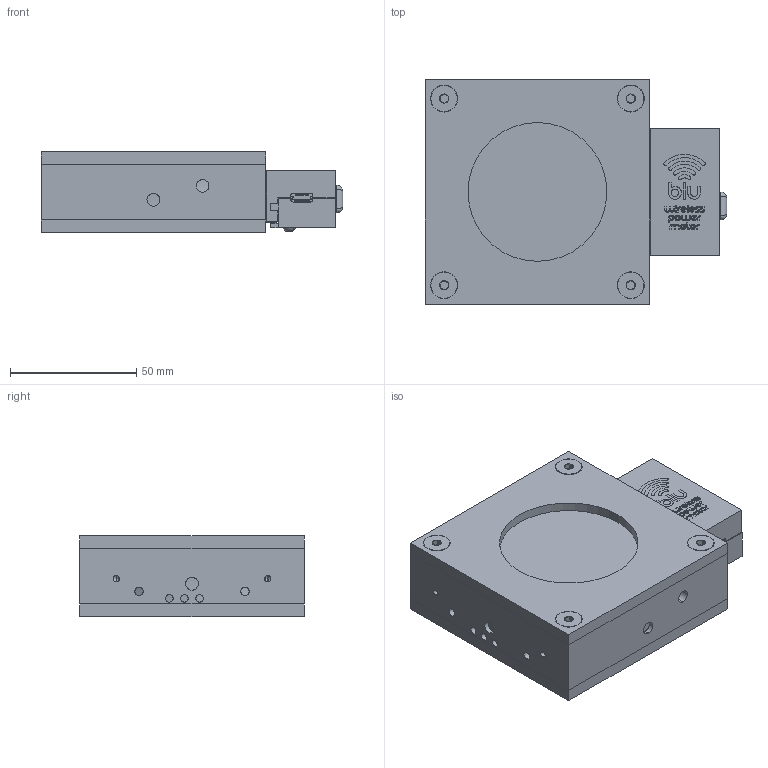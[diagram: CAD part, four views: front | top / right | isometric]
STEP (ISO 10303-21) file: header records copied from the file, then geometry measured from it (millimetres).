
FILE_DESCRIPTION (( 'STEP AP214' ), '1' );
FILE_NAME ('SK-9766 UP55N-40S-H9-BLU.STEP', '2017-11-14T13:17:21', ( '' ), ( '' ), 'SwSTEP 2.0', 'SolidWorks 2016', '' );
FILE_SCHEMA (( 'AUTOMOTIVE_DESIGN' ));
Length unit declared in the file: millimetre
Products named in the file (1): SK-9766 UP55N-40S-H9-BLU
Bounding box: 119.57 x 89 x 32.16 mm (x, y, z)
Volume: 244400.7 mm3; surface area: 72538.8 mm2
Topology: 9 solids, 12 shells, 1598 faces, 4363 edges, 2846 vertices
Faces by surface type: cylinder 782, plane 423, bspline 261, cone 116, torus 12, sphere 4
Entity records: 89258 total; most frequent: CARTESIAN_POINT 36262, ORIENTED_EDGE 8690, DIRECTION 5715, EDGE_CURVE 4345, VERTEX_POINT 2846, LINE 2045, VECTOR 2045, AXIS2_PLACEMENT_3D 1835
